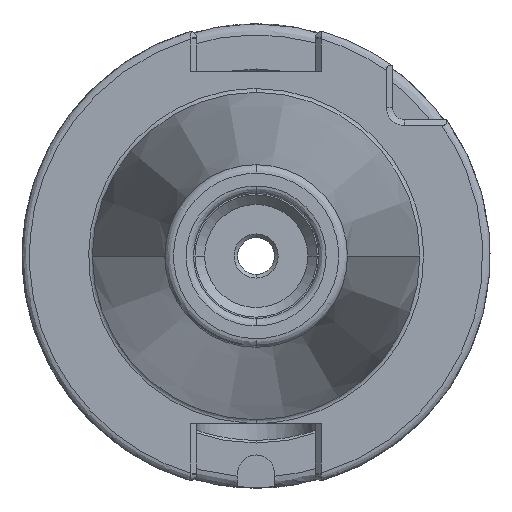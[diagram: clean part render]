
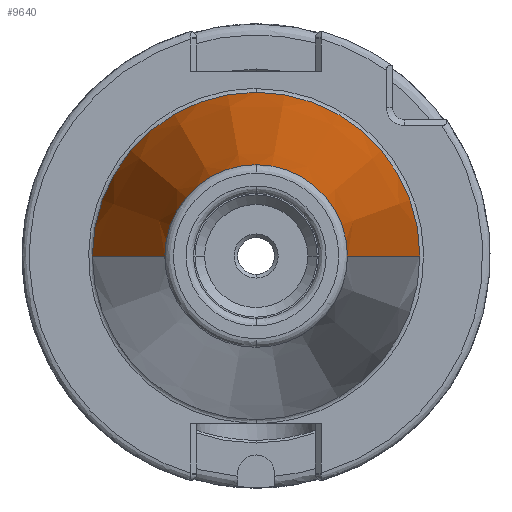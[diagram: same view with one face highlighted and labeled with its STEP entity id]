
A CAD part, left-side view. The second image highlights one B-rep face of the part: STEP entity #9640.
In plain terms, the highlighted conical face has half-angle 8.297 degrees and reference radius 22.225 mm.
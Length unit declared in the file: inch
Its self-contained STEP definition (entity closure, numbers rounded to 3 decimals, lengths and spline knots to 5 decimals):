
#30 = VERTEX_POINT ( 'NONE', #10225 ) ;
#126 = CARTESIAN_POINT ( 'NONE',  ( -2.65249, 0.48818, 0. ) ) ;
#159 = LINE ( 'NONE', #6520, #5955 ) ;
#758 = CONICAL_SURFACE ( 'NONE', #10524, 0.875, 0.145 ) ;
#859 = AXIS2_PLACEMENT_3D ( 'NONE', #6020, #13836, #2204 ) ;
#1121 = CARTESIAN_POINT ( 'NONE',  ( 0., 0.875, 0. ) ) ;
#1326 = EDGE_CURVE ( 'NONE', #3573, #15995, #159, .T. ) ;
#2204 = DIRECTION ( 'NONE',  ( 0., 1., 0. ) ) ;
#3573 = VERTEX_POINT ( 'NONE', #4504 ) ;
#3823 = ORIENTED_EDGE ( 'NONE', *, *, #13058, .T. ) ;
#3951 = VERTEX_POINT ( 'NONE', #126 ) ;
#4334 = CARTESIAN_POINT ( 'NONE',  ( -2.65249, 0., 0.48818 ) ) ;
#4504 = CARTESIAN_POINT ( 'NONE',  ( -2.65249, -0.48818, 0. ) ) ;
#5056 = ORIENTED_EDGE ( 'NONE', *, *, #12559, .F. ) ;
#5640 = EDGE_LOOP ( 'NONE', ( #11084, #13358, #10315, #3823, #5056 ) ) ;
#5917 = AXIS2_PLACEMENT_3D ( 'NONE', #12670, #16401, #11469 ) ;
#5955 = VECTOR ( 'NONE', #12896, 39.37008 ) ;
#6020 = CARTESIAN_POINT ( 'NONE',  ( 0., 0., 0. ) ) ;
#6290 = DIRECTION ( 'NONE',  ( 0.99, 0.144, 0. ) ) ;
#6520 = CARTESIAN_POINT ( 'NONE',  ( 0., -0.875, 0. ) ) ;
#7291 = FACE_OUTER_BOUND ( 'NONE', #5640, .T. ) ;
#7605 = VECTOR ( 'NONE', #6290, 39.37008 ) ;
#7884 = CIRCLE ( 'NONE', #859, 0.875 ) ;
#8068 = CIRCLE ( 'NONE', #5917, 0.48818 ) ;
#8621 = AXIS2_PLACEMENT_3D ( 'NONE', #11030, #16202, #14777 ) ;
#9262 = EDGE_CURVE ( 'NONE', #9627, #3573, #8068, .T. ) ;
#9534 = EDGE_CURVE ( 'NONE', #3951, #9627, #9713, .T. ) ;
#9627 = VERTEX_POINT ( 'NONE', #4334 ) ;
#9640 = ADVANCED_FACE ( 'NONE', ( #7291 ), #758, .T. ) ;
#9713 = CIRCLE ( 'NONE', #8621, 0.48818 ) ;
#10100 = DIRECTION ( 'NONE',  ( 0., 1., 0. ) ) ;
#10225 = CARTESIAN_POINT ( 'NONE',  ( 0., 0.875, 0. ) ) ;
#10315 = ORIENTED_EDGE ( 'NONE', *, *, #1326, .T. ) ;
#10524 = AXIS2_PLACEMENT_3D ( 'NONE', #13842, #16553, #10100 ) ;
#11030 = CARTESIAN_POINT ( 'NONE',  ( -2.65249, 0., 0. ) ) ;
#11084 = ORIENTED_EDGE ( 'NONE', *, *, #9534, .T. ) ;
#11469 = DIRECTION ( 'NONE',  ( 0., 1., 0. ) ) ;
#12559 = EDGE_CURVE ( 'NONE', #3951, #30, #12745, .T. ) ;
#12670 = CARTESIAN_POINT ( 'NONE',  ( -2.65249, 0., 0. ) ) ;
#12745 = LINE ( 'NONE', #1121, #7605 ) ;
#12896 = DIRECTION ( 'NONE',  ( 0.99, -0.144, 0. ) ) ;
#13058 = EDGE_CURVE ( 'NONE', #15995, #30, #7884, .T. ) ;
#13358 = ORIENTED_EDGE ( 'NONE', *, *, #9262, .T. ) ;
#13836 = DIRECTION ( 'NONE',  ( -1., 0., 0. ) ) ;
#13842 = CARTESIAN_POINT ( 'NONE',  ( 0., 0., 0. ) ) ;
#14537 = CARTESIAN_POINT ( 'NONE',  ( 0., -0.875, 0. ) ) ;
#14777 = DIRECTION ( 'NONE',  ( 0., 1., 0. ) ) ;
#15995 = VERTEX_POINT ( 'NONE', #14537 ) ;
#16202 = DIRECTION ( 'NONE',  ( 1., 0., 0. ) ) ;
#16401 = DIRECTION ( 'NONE',  ( 1., 0., 0. ) ) ;
#16553 = DIRECTION ( 'NONE',  ( 1., 0., 0. ) ) ;
